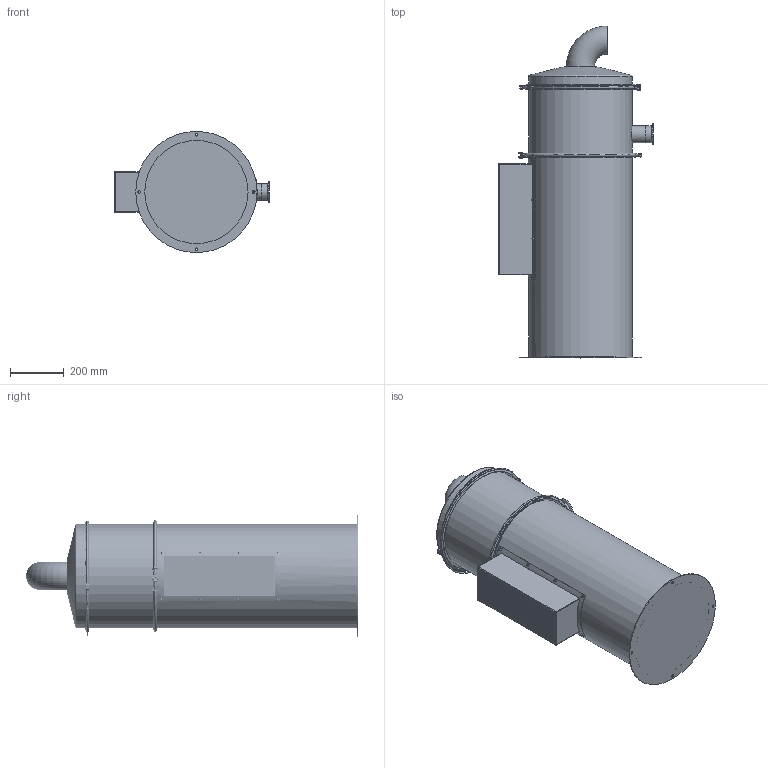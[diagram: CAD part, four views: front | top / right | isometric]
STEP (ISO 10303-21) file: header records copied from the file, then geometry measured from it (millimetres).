
FILE_DESCRIPTION(/* description */ (''),/* implementation_level */ '2;1');
FILE_NAME(/* name */ 'tm38rc0sbc2.stp',/* time_stamp */ '2022-04-21T11:35:25+02:00',/* author */ ('enginyeria'),/* organization */ (''),/* preprocessor_version */ 'ST-DEVELOPER v17.2',/* originating_system */ 'Autodesk Inventor 2019',/* authorisation */ '');
FILE_SCHEMA (('AUTOMOTIVE_DESIGN { 1 0 10303 214 3 1 1 }'));
Products named in the file (1): Pieza9
Bounding box: 572.67 x 1231.5 x 450 mm (x, y, z)
Volume: 131078878.6 mm3; surface area: 2414255.7 mm2
Topology: 16 solids, 16 shells, 1969 faces, 3729 edges, 2497 vertices
Faces by surface type: plane 932, cylinder 852, cone 124, torus 29, sphere 20, bspline 12
Full cylindrical faces by diameter (mm): 3 x14, 3.5 x4, 4 x20, 4.5 x2, 6 x683, 10 x4, 12 x2, 60 x1, 63 x1, 63.5 x1, 77.5 x1, 381.773 x1, 383 x3, 403 x4, 450 x1
Entity records: 54429 total; most frequent: CARTESIAN_POINT 12569, DIRECTION 9530, ORIENTED_EDGE 7434, AXIS2_PLACEMENT_3D 4085, EDGE_CURVE 3717, EDGE_LOOP 2752, VERTEX_POINT 2497, CIRCLE 2084
